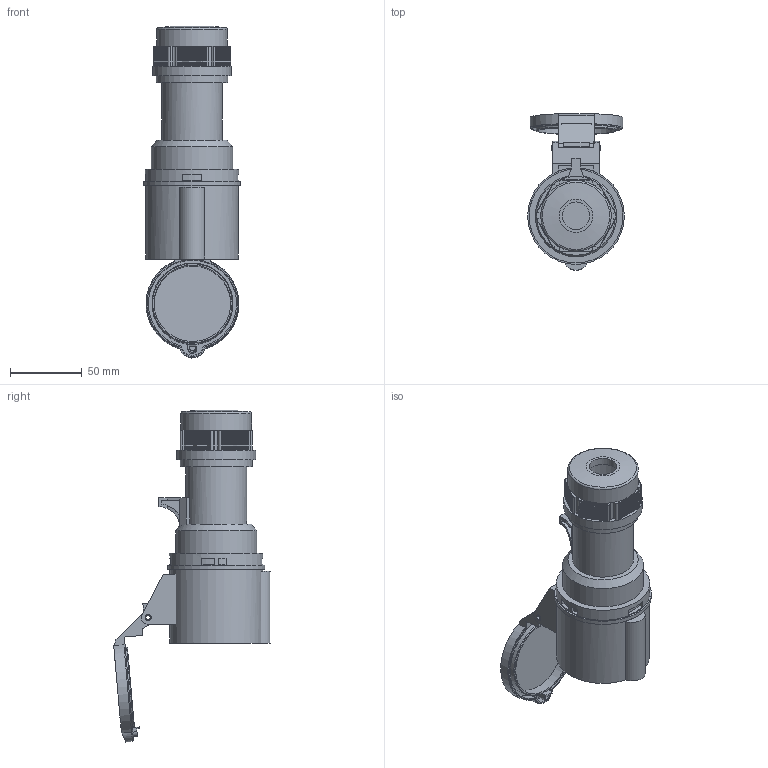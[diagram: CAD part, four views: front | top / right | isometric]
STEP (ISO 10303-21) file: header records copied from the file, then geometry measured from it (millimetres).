
FILE_DESCRIPTION(/* description */ (''),/* implementation_level */ '2;1');
FILE_NAME(/* name */ '三孔大.stp',/* time_stamp */ '2024-04-15T00:24:36+08:00',/* author */ (''),/* organization */ (''),/* preprocessor_version */ 'ST-DEVELOPER v16',/* originating_system */ 'SIEMENS PLM Software NX 10.0',/* authorisation */ '');
FILE_SCHEMA (('AUTOMOTIVE_DESIGN { 1 0 10303 214 3 1 1 1 }'));
Length unit declared in the file: millimetre
Products named in the file (1): 三孔大体1
Bounding box: 67.5 x 109.23 x 231.74 mm (x, y, z)
Volume: 306886.6 mm3; surface area: 88754.4 mm2
Topology: 6 solids, 6 shells, 533 faces, 1479 edges, 982 vertices
Faces by surface type: plane 450, cylinder 73, cone 7, torus 3
Full cylindrical faces by diameter (mm): 3.2 x1, 4 x3, 4.3 x1, 6.4 x2, 7.3 x2, 8.4 x1, 9.5 x1, 14 x2, 19.305 x1, 42.4 x1, 42.64 x1, 46.5 x1, 49.27 x1, 50.05 x1, 53.5 x1, 54.99 x1, 56.7 x1, 64.1 x1, 64.7 x1, 65.3 x1, 67.5 x1
Entity records: 16677 total; most frequent: CARTESIAN_POINT 2943, ORIENTED_EDGE 2858, DIRECTION 2671, EDGE_CURVE 1429, LINE 1249, VECTOR 1249, VERTEX_POINT 971, AXIS2_PLACEMENT_3D 711
